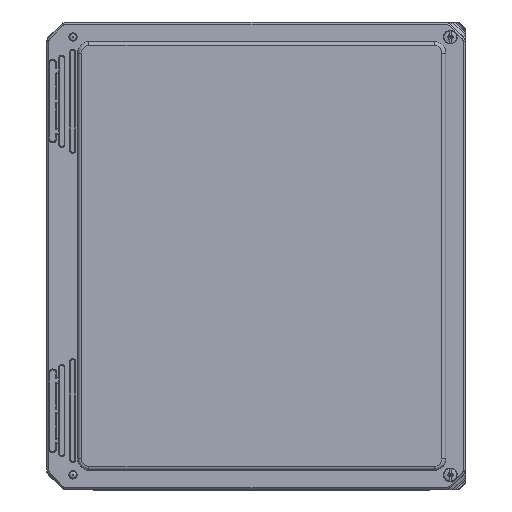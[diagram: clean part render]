
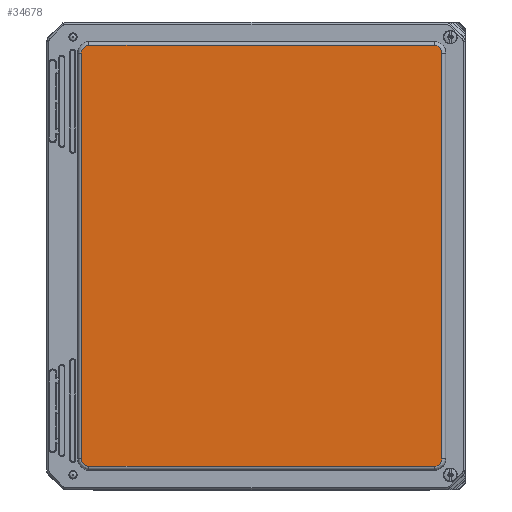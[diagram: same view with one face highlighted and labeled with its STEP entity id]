
A CAD part, top view. The second image highlights one B-rep face of the part: STEP entity #34678.
In plain terms, the highlighted face is planar.
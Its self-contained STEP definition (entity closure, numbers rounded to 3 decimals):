
#1360=ELLIPSE($,#38436,0.25,0.25);
#1363=ELLIPSE($,#38440,0.25,0.25);
#1364=ELLIPSE($,#38446,0.25,0.25);
#1367=ELLIPSE($,#38450,0.25,0.25);
#4780=LINE($,#78884,#7270);
#4782=LINE($,#79037,#7272);
#4785=LINE($,#79044,#7275);
#4787=LINE($,#79192,#7277);
#7270=VECTOR($,#48041,11.433);
#7272=VECTOR($,#48061,13.433);
#7275=VECTOR($,#48068,13.433);
#7277=VECTOR($,#48084,11.433);
#8230=PLANE($,#38456);
#10309=FACE_OUTER_BOUND($,#12559,.T.);
#12559=EDGE_LOOP($,(#31307,#31308,#31309,#31310,#31311,#31312,#31313,#31314));
#16949=VERTEX_POINT($,#78881);
#16950=VERTEX_POINT($,#78883);
#16953=VERTEX_POINT($,#78961);
#16954=VERTEX_POINT($,#79028);
#16957=VERTEX_POINT($,#79035);
#16958=VERTEX_POINT($,#79040);
#16961=VERTEX_POINT($,#79109);
#16962=VERTEX_POINT($,#79185);
#21785=EDGE_CURVE($,#16949,#16950,#4780,.T.);
#21789=EDGE_CURVE($,#16953,#16949,#1360,.T.);
#21793=EDGE_CURVE($,#16950,#16954,#1363,.T.);
#21795=EDGE_CURVE($,#16957,#16953,#4782,.T.);
#21799=EDGE_CURVE($,#16954,#16958,#4785,.T.);
#21801=EDGE_CURVE($,#16961,#16957,#1364,.T.);
#21805=EDGE_CURVE($,#16958,#16962,#1367,.T.);
#21807=EDGE_CURVE($,#16962,#16961,#4787,.T.);
#31307=ORIENTED_EDGE($,*,*,#21785,.F.);
#31308=ORIENTED_EDGE($,*,*,#21789,.F.);
#31309=ORIENTED_EDGE($,*,*,#21795,.F.);
#31310=ORIENTED_EDGE($,*,*,#21801,.F.);
#31311=ORIENTED_EDGE($,*,*,#21807,.F.);
#31312=ORIENTED_EDGE($,*,*,#21805,.F.);
#31313=ORIENTED_EDGE($,*,*,#21799,.F.);
#31314=ORIENTED_EDGE($,*,*,#21793,.F.);
#34678=ADVANCED_FACE($,(#10309),#8230,.F.);
#38436=AXIS2_PLACEMENT_3D($,#78963,#48047,#48048);
#38440=AXIS2_PLACEMENT_3D($,#79032,#48055,#48056);
#38446=AXIS2_PLACEMENT_3D($,#79111,#48071,#48072);
#38450=AXIS2_PLACEMENT_3D($,#79189,#48079,#48080);
#38456=AXIS2_PLACEMENT_3D($,#79202,#48098,#48099);
#48041=DIRECTION($,(1.,0.,0.));
#48047=DIRECTION('center_axis',(0.,0.,1.));
#48048=DIRECTION('ref_axis',(-0.707,-0.707,0.));
#48055=DIRECTION('center_axis',(0.,0.,1.));
#48056=DIRECTION('ref_axis',(0.707,-0.707,0.));
#48061=DIRECTION($,(0.,-1.,0.));
#48068=DIRECTION($,(0.,1.,0.));
#48071=DIRECTION('center_axis',(0.,0.,1.));
#48072=DIRECTION('ref_axis',(-0.707,0.707,0.));
#48079=DIRECTION('center_axis',(0.,0.,1.));
#48080=DIRECTION('ref_axis',(0.707,0.707,0.));
#48084=DIRECTION($,(-1.,0.,0.));
#48098=DIRECTION('center_axis',(0.,0.,1.));
#48099=DIRECTION('ref_axis',(1.,0.,0.));
#78881=CARTESIAN_POINT('',(-5.529,-6.966,0.));
#78883=CARTESIAN_POINT('',(5.904,-6.966,0.));
#78884=CARTESIAN_POINT($,(-5.529,-6.966,0.));
#78961=CARTESIAN_POINT('',(-5.779,-6.716,0.));
#78963=CARTESIAN_POINT('Origin',(-5.529,-6.716,0.));
#79028=CARTESIAN_POINT('',(6.154,-6.716,0.));
#79032=CARTESIAN_POINT('Origin',(5.904,-6.716,0.));
#79035=CARTESIAN_POINT('',(-5.779,6.716,0.));
#79037=CARTESIAN_POINT($,(-5.779,6.716,0.));
#79040=CARTESIAN_POINT('',(6.154,6.716,0.));
#79044=CARTESIAN_POINT($,(6.154,-6.716,0.));
#79109=CARTESIAN_POINT('',(-5.529,6.966,0.));
#79111=CARTESIAN_POINT('Origin',(-5.529,6.716,0.));
#79185=CARTESIAN_POINT('',(5.904,6.966,0.));
#79189=CARTESIAN_POINT('Origin',(5.904,6.716,0.));
#79192=CARTESIAN_POINT($,(5.904,6.966,0.));
#79202=CARTESIAN_POINT('Origin',(0.188,0.,0.));
